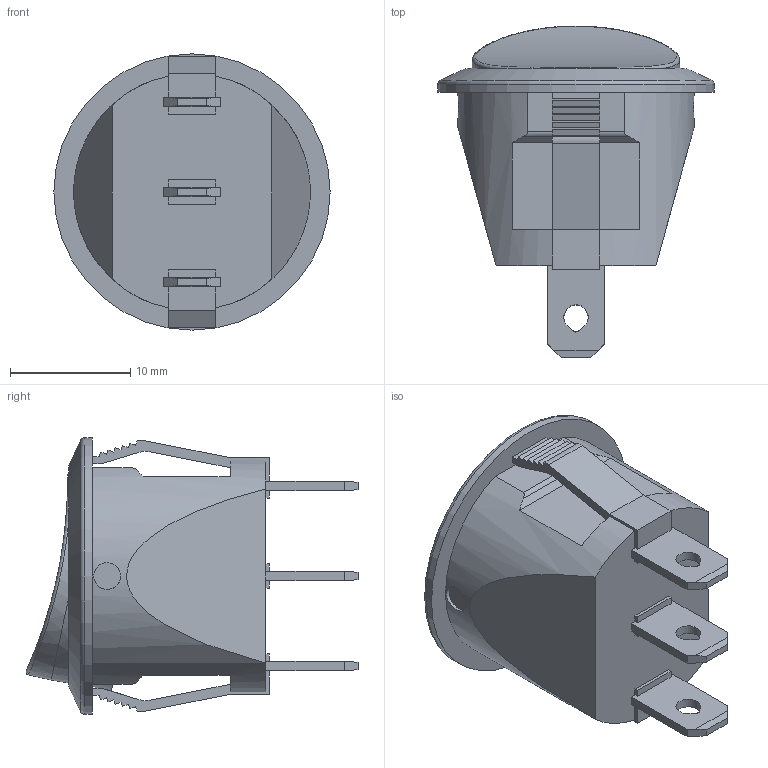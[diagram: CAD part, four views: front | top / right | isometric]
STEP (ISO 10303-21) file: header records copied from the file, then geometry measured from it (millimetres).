
FILE_DESCRIPTION(/* description */ (''),/* implementation_level */ '2;1');
FILE_NAME(/* name */ 'RC Model.stp',/* time_stamp */ '2023-12-13T15:38:14-05:00',/* author */ ('dwiltbank'),/* organization */ (''),/* preprocessor_version */ 'ST-DEVELOPER v19.2',/* originating_system */ 'Autodesk Inventor 2024',/* authorisation */ '');
FILE_SCHEMA (('AUTOMOTIVE_DESIGN { 1 0 10303 214 3 1 1 }'));
Length unit declared in the file: inch
Products named in the file (1): RC15KKITOOB_Simplify_1
Bounding box: 22.99 x 27.63 x 22.99 mm (x, y, z)
Volume: 5056.5 mm3; surface area: 2305.4 mm2
Topology: 1 solids, 1 shells, 136 faces, 380 edges, 254 vertices
Faces by surface type: plane 111, cylinder 19, cone 4, bspline 1, torus 1
Full cylindrical faces by diameter (mm): 2.235 x2, 22.987 x1
Entity records: 4761 total; most frequent: CARTESIAN_POINT 1021, ORIENTED_EDGE 760, DIRECTION 695, EDGE_CURVE 380, LINE 309, VECTOR 309, VERTEX_POINT 254, AXIS2_PLACEMENT_3D 193
